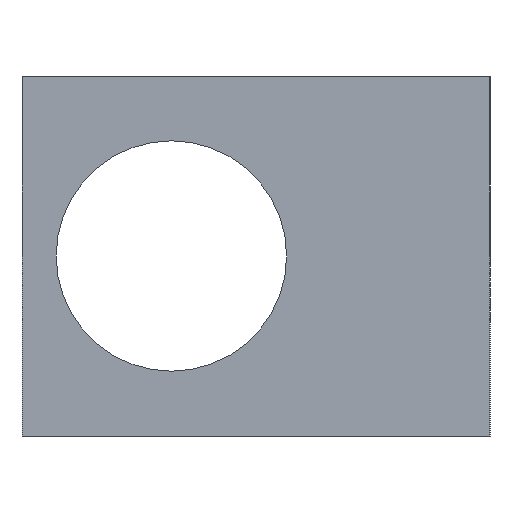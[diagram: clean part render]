
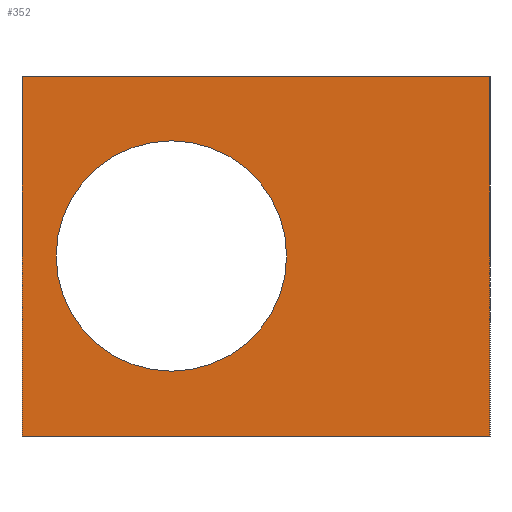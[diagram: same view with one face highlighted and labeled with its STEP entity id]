
A CAD part, left-side view. The second image highlights one B-rep face of the part: STEP entity #352.
In plain terms, the highlighted planar face has unit normal (-1, 0, 0).
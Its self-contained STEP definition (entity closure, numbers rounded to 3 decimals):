
#9 = CARTESIAN_POINT ( 'NONE',  ( -50., 0., 50. ) ) ;
#30 = AXIS2_PLACEMENT_3D ( 'NONE', #474, #44, #754 ) ;
#44 = DIRECTION ( 'NONE',  ( 1., 0., 0. ) ) ;
#87 = CARTESIAN_POINT ( 'NONE',  ( -50., 65., 50. ) ) ;
#123 = AXIS2_PLACEMENT_3D ( 'NONE', #1112, #801, #1257 ) ;
#134 = EDGE_CURVE ( 'NONE', #178, #1169, #1528, .T. ) ;
#145 = CARTESIAN_POINT ( 'NONE',  ( -50., 65., 0. ) ) ;
#178 = VERTEX_POINT ( 'NONE', #87 ) ;
#189 = DIRECTION ( 'NONE',  ( 0., 0., -1. ) ) ;
#334 = ORIENTED_EDGE ( 'NONE', *, *, #1722, .T. ) ;
#335 = CIRCLE ( 'NONE', #123, 16. ) ;
#352 = ADVANCED_FACE ( 'NONE', ( #896, #1635 ), #1795, .F. ) ;
#391 = DIRECTION ( 'NONE',  ( 0., -1., 0. ) ) ;
#474 = CARTESIAN_POINT ( 'NONE',  ( -50., 0., 50. ) ) ;
#488 = DIRECTION ( 'NONE',  ( 1., 0., 0. ) ) ;
#540 = ORIENTED_EDGE ( 'NONE', *, *, #134, .T. ) ;
#541 = EDGE_CURVE ( 'NONE', #1546, #881, #335, .T. ) ;
#557 = EDGE_CURVE ( 'NONE', #178, #917, #1849, .T. ) ;
#587 = CIRCLE ( 'NONE', #1563, 16. ) ;
#651 = EDGE_LOOP ( 'NONE', ( #1551, #334 ) ) ;
#697 = VERTEX_POINT ( 'NONE', #1885 ) ;
#750 = LINE ( 'NONE', #9, #1773 ) ;
#754 = DIRECTION ( 'NONE',  ( 0., 0., -1. ) ) ;
#801 = DIRECTION ( 'NONE',  ( 1., 0., 0. ) ) ;
#803 = CARTESIAN_POINT ( 'NONE',  ( -50., 44.25, 25. ) ) ;
#804 = DIRECTION ( 'NONE',  ( 0., -1., 0. ) ) ;
#881 = VERTEX_POINT ( 'NONE', #1081 ) ;
#896 = FACE_BOUND ( 'NONE', #651, .T. ) ;
#917 = VERTEX_POINT ( 'NONE', #1869 ) ;
#1006 = ORIENTED_EDGE ( 'NONE', *, *, #1444, .F. ) ;
#1041 = EDGE_CURVE ( 'NONE', #1169, #697, #1674, .T. ) ;
#1081 = CARTESIAN_POINT ( 'NONE',  ( -50., 28.25, 25. ) ) ;
#1112 = CARTESIAN_POINT ( 'NONE',  ( -50., 44.25, 25. ) ) ;
#1169 = VERTEX_POINT ( 'NONE', #145 ) ;
#1237 = DIRECTION ( 'NONE',  ( 0., 1., 0. ) ) ;
#1247 = VECTOR ( 'NONE', #391, 1000. ) ;
#1257 = DIRECTION ( 'NONE',  ( 0., 1., 0. ) ) ;
#1286 = CARTESIAN_POINT ( 'NONE',  ( -50., 65., 50. ) ) ;
#1323 = VECTOR ( 'NONE', #804, 1000. ) ;
#1401 = CARTESIAN_POINT ( 'NONE',  ( -50., 0., 0. ) ) ;
#1444 = EDGE_CURVE ( 'NONE', #917, #697, #750, .T. ) ;
#1515 = EDGE_LOOP ( 'NONE', ( #1645, #1006, #1609, #540 ) ) ;
#1528 = LINE ( 'NONE', #1286, #1759 ) ;
#1546 = VERTEX_POINT ( 'NONE', #1619 ) ;
#1551 = ORIENTED_EDGE ( 'NONE', *, *, #541, .T. ) ;
#1563 = AXIS2_PLACEMENT_3D ( 'NONE', #803, #488, #1237 ) ;
#1609 = ORIENTED_EDGE ( 'NONE', *, *, #557, .F. ) ;
#1619 = CARTESIAN_POINT ( 'NONE',  ( -50., 60.25, 25. ) ) ;
#1635 = FACE_OUTER_BOUND ( 'NONE', #1515, .T. ) ;
#1645 = ORIENTED_EDGE ( 'NONE', *, *, #1041, .T. ) ;
#1674 = LINE ( 'NONE', #1401, #1323 ) ;
#1722 = EDGE_CURVE ( 'NONE', #881, #1546, #587, .T. ) ;
#1759 = VECTOR ( 'NONE', #1870, 1000. ) ;
#1773 = VECTOR ( 'NONE', #189, 1000. ) ;
#1795 = PLANE ( 'NONE',  #30 ) ;
#1839 = CARTESIAN_POINT ( 'NONE',  ( -50., 0., 50. ) ) ;
#1849 = LINE ( 'NONE', #1839, #1247 ) ;
#1869 = CARTESIAN_POINT ( 'NONE',  ( -50., 0., 50. ) ) ;
#1870 = DIRECTION ( 'NONE',  ( 0., 0., -1. ) ) ;
#1885 = CARTESIAN_POINT ( 'NONE',  ( -50., 0., 0. ) ) ;
